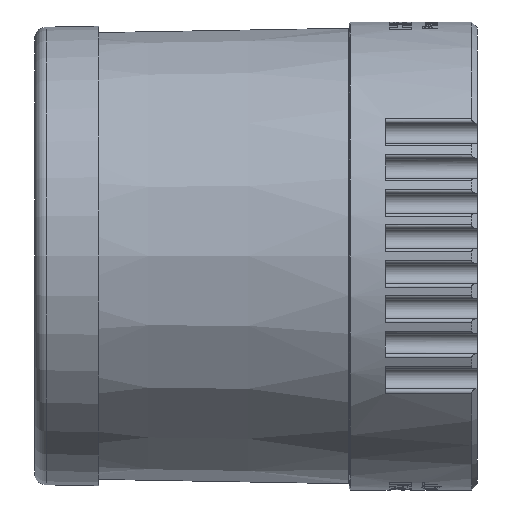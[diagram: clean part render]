
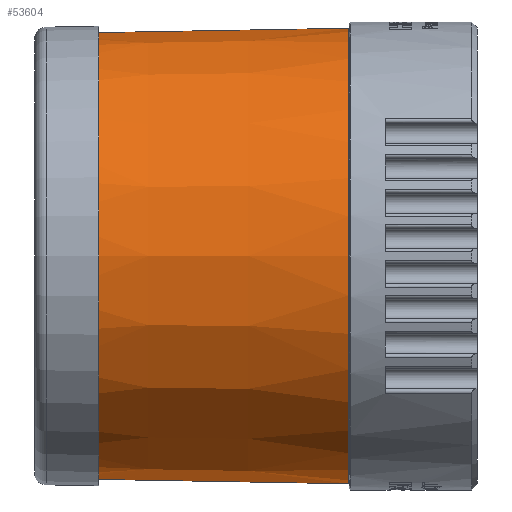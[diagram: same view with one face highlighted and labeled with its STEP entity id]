
A CAD part, left-side view. The second image highlights one B-rep face of the part: STEP entity #53604.
In plain terms, the highlighted conical face has half-angle 1 degrees and reference radius 39.1 mm.
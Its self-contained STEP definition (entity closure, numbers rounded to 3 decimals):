
#348 = DIRECTION ( 'NONE',  ( 0., -1., 0. ) ) ;
#1649 = AXIS2_PLACEMENT_3D ( 'NONE', #33701, #29552, #32020 ) ;
#2470 = AXIS2_PLACEMENT_3D ( 'NONE', #39197, #348, #46725 ) ;
#2983 = EDGE_LOOP ( 'NONE', ( #5135, #5521, #24719, #49554 ) ) ;
#4838 = VECTOR ( 'NONE', #44145, 1000. ) ;
#5135 = ORIENTED_EDGE ( 'NONE', *, *, #43402, .F. ) ;
#5521 = ORIENTED_EDGE ( 'NONE', *, *, #8981, .T. ) ;
#5707 = EDGE_CURVE ( 'NONE', #11183, #45419, #14998, .T. ) ;
#7967 = CARTESIAN_POINT ( 'NONE',  ( 0., 55.726, -38.127 ) ) ;
#8981 = EDGE_CURVE ( 'NONE', #37992, #10657, #13999, .T. ) ;
#10657 = VERTEX_POINT ( 'NONE', #7967 ) ;
#11183 = VERTEX_POINT ( 'NONE', #44499 ) ;
#11650 = CARTESIAN_POINT ( 'NONE',  ( 0., 0., -39.1 ) ) ;
#13999 = CIRCLE ( 'NONE', #2470, 38.127 ) ;
#14998 = CIRCLE ( 'NONE', #1649, 39.025 ) ;
#15564 = DIRECTION ( 'NONE',  ( 0., 0., -1. ) ) ;
#24719 = ORIENTED_EDGE ( 'NONE', *, *, #31101, .T. ) ;
#25912 = CONICAL_SURFACE ( 'NONE', #28575, 39.1, 0.017 ) ;
#26384 = CARTESIAN_POINT ( 'NONE',  ( 0., 0., 39.1 ) ) ;
#27297 = VECTOR ( 'NONE', #32711, 1000. ) ;
#28575 = AXIS2_PLACEMENT_3D ( 'NONE', #32186, #49716, #15564 ) ;
#29552 = DIRECTION ( 'NONE',  ( 0., -1., 0. ) ) ;
#30641 = CARTESIAN_POINT ( 'NONE',  ( 0., 55.726, 38.127 ) ) ;
#31101 = EDGE_CURVE ( 'NONE', #10657, #45419, #36364, .T. ) ;
#32020 = DIRECTION ( 'NONE',  ( 0., 0., 1. ) ) ;
#32186 = CARTESIAN_POINT ( 'NONE',  ( 0., 0., 0. ) ) ;
#32711 = DIRECTION ( 'NONE',  ( 0., -1., -0.017 ) ) ;
#33701 = CARTESIAN_POINT ( 'NONE',  ( 0., 4.3, 0. ) ) ;
#36364 = LINE ( 'NONE', #11650, #27297 ) ;
#37190 = FACE_OUTER_BOUND ( 'NONE', #2983, .T. ) ;
#37992 = VERTEX_POINT ( 'NONE', #30641 ) ;
#39197 = CARTESIAN_POINT ( 'NONE',  ( 0., 55.726, 0. ) ) ;
#43402 = EDGE_CURVE ( 'NONE', #37992, #11183, #47770, .T. ) ;
#44145 = DIRECTION ( 'NONE',  ( 0., -1., 0.017 ) ) ;
#44499 = CARTESIAN_POINT ( 'NONE',  ( 0., 4.3, 39.025 ) ) ;
#45419 = VERTEX_POINT ( 'NONE', #50162 ) ;
#46725 = DIRECTION ( 'NONE',  ( 0., 0., 1. ) ) ;
#47770 = LINE ( 'NONE', #26384, #4838 ) ;
#49554 = ORIENTED_EDGE ( 'NONE', *, *, #5707, .F. ) ;
#49716 = DIRECTION ( 'NONE',  ( 0., -1., 0. ) ) ;
#50162 = CARTESIAN_POINT ( 'NONE',  ( 0., 4.3, -39.025 ) ) ;
#53604 = ADVANCED_FACE ( 'NONE', ( #37190 ), #25912, .T. ) ;
